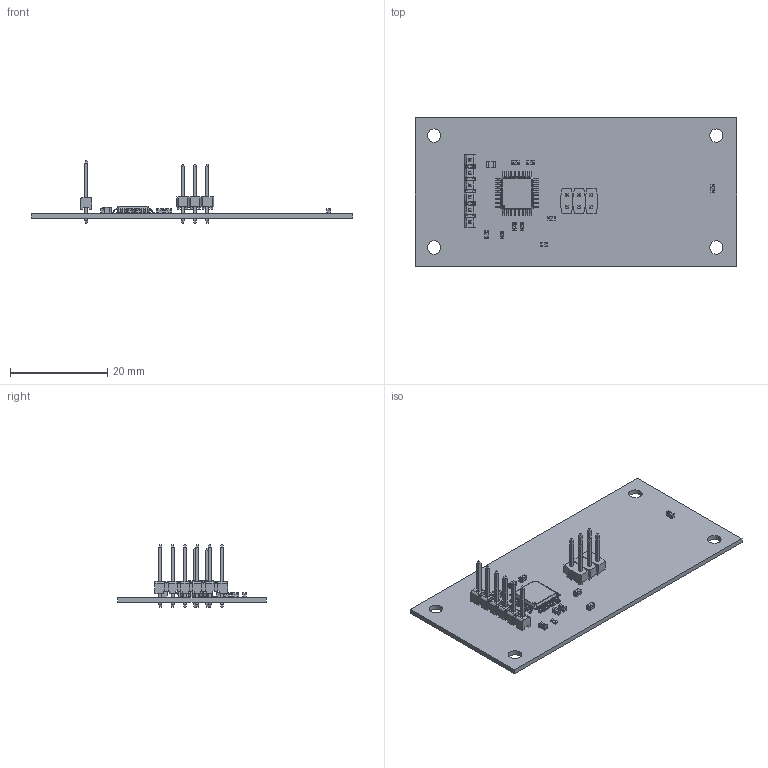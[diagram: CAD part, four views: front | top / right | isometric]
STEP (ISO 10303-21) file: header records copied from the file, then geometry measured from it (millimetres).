
FILE_DESCRIPTION(('for SolidWorks'),'2;1');
FILE_NAME('LoraBoard.step', '2017-04-29T10:44:28',('Avery Bodenstein'),(''), 'Open CASCADE STEP processor 6.6','DipTrace','Unknown');
FILE_SCHEMA(('AUTOMOTIVE_DESIGN { 1 0 10303 214 1 1 1 1 }'));
Length unit declared in the file: millimetre
Products named in the file (8): PCB; Board; cap_0805; hdr-2x3t_2.54x2.54_8x5; hdr-1x6t_2.54_15x2; qfp-32_9x9x0.8; cap_0603; res_0603
Assembly tree (14 placements, depth 2):
  PCB
    Board
    cap_0805
    hdr-2x3t_2.54x2.54_8x5
    hdr-1x6t_2.54_15x2
    qfp-32_9x9x0.8
    cap_0603  x8
    res_0603
Bounding box: 66.04 x 30.48 x 12.84 mm (x, y, z)
Volume: 1982.8 mm3; surface area: 5292.8 mm2
Topology: 11 solids, 85 shells, 1956 faces, 3523 edges, 1745 vertices
Faces by surface type: plane 1746, bspline 160, cylinder 50
Full cylindrical faces by diameter (mm): 0.4 x2, 2.75 x4
Entity records: 41733 total; most frequent: CARTESIAN_POINT 12317, ORIENTED_EDGE 4440, DIRECTION 3737, EDGE_CURVE 2221, LINE 1647, VECTOR 1647, VERTEX_POINT 1297, PRESENTATION_STYLE_ASSIGNMENT 1156
